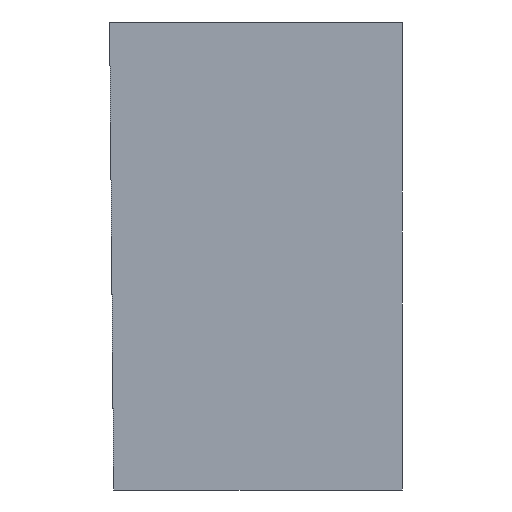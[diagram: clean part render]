
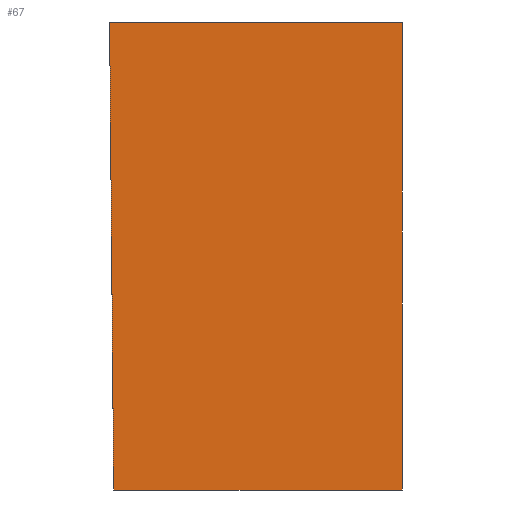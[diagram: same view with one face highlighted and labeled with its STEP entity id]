
A CAD part, left-side view. The second image highlights one B-rep face of the part: STEP entity #67.
In plain terms, the highlighted planar face has unit normal (-1, 0, 0).
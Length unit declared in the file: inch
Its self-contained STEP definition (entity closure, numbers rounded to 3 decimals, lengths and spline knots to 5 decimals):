
#1 = EDGE_CURVE ( 'NONE', #384, #340, #136, .T. ) ;
#2 = EDGE_CURVE ( 'NONE', #347, #340, #138, .T. ) ;
#9 = EDGE_CURVE ( 'NONE', #378, #384, #281, .T. ) ;
#18 = AXIS2_PLACEMENT_3D ( 'NONE', #208, #321, #103 ) ;
#28 = EDGE_CURVE ( 'NONE', #378, #347, #139, .T. ) ;
#67 = ADVANCED_FACE ( 'NONE', ( #127 ), #221, .T. ) ;
#76 = CARTESIAN_POINT ( 'NONE',  ( -0.785, 0., -0.787 ) ) ;
#103 = DIRECTION ( 'NONE',  ( 0., -1., 0. ) ) ;
#119 = EDGE_LOOP ( 'NONE', ( #132, #124, #225, #288 ) ) ;
#124 = ORIENTED_EDGE ( 'NONE', *, *, #9, .T. ) ;
#127 = FACE_OUTER_BOUND ( 'NONE', #119, .T. ) ;
#132 = ORIENTED_EDGE ( 'NONE', *, *, #28, .F. ) ;
#133 = VECTOR ( 'NONE', #342, 39.37008 ) ;
#136 = LINE ( 'NONE', #381, #133 ) ;
#138 = LINE ( 'NONE', #364, #260 ) ;
#139 = LINE ( 'NONE', #380, #242 ) ;
#186 = CARTESIAN_POINT ( 'NONE',  ( -0.785, 0.4923, 0. ) ) ;
#208 = CARTESIAN_POINT ( 'NONE',  ( -0.785, 0., -0.787 ) ) ;
#221 = PLANE ( 'NONE',  #18 ) ;
#225 = ORIENTED_EDGE ( 'NONE', *, *, #1, .T. ) ;
#231 = VECTOR ( 'NONE', #336, 39.37008 ) ;
#242 = VECTOR ( 'NONE', #360, 39.37008 ) ;
#260 = VECTOR ( 'NONE', #357, 39.37008 ) ;
#281 = LINE ( 'NONE', #387, #231 ) ;
#288 = ORIENTED_EDGE ( 'NONE', *, *, #2, .F. ) ;
#306 = CARTESIAN_POINT ( 'NONE',  ( -0.785, 0.48543, -0.787 ) ) ;
#316 = CARTESIAN_POINT ( 'NONE',  ( -0.785, 0., 0. ) ) ;
#321 = DIRECTION ( 'NONE',  ( -1., 0., 0. ) ) ;
#336 = DIRECTION ( 'NONE',  ( 0., -1., 0. ) ) ;
#340 = VERTEX_POINT ( 'NONE', #316 ) ;
#342 = DIRECTION ( 'NONE',  ( 0., 0., 1. ) ) ;
#347 = VERTEX_POINT ( 'NONE', #186 ) ;
#357 = DIRECTION ( 'NONE',  ( 0., -1., 0. ) ) ;
#360 = DIRECTION ( 'NONE',  ( 0., 0.009, 1. ) ) ;
#364 = CARTESIAN_POINT ( 'NONE',  ( -0.785, 0., 0. ) ) ;
#378 = VERTEX_POINT ( 'NONE', #306 ) ;
#380 = CARTESIAN_POINT ( 'NONE',  ( -0.785, 0.48539, -0.79124 ) ) ;
#381 = CARTESIAN_POINT ( 'NONE',  ( -0.785, 0., -0.787 ) ) ;
#384 = VERTEX_POINT ( 'NONE', #76 ) ;
#387 = CARTESIAN_POINT ( 'NONE',  ( -0.785, 0., -0.787 ) ) ;
